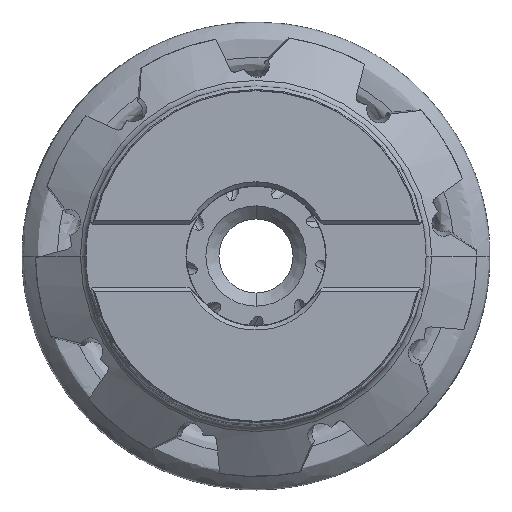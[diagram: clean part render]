
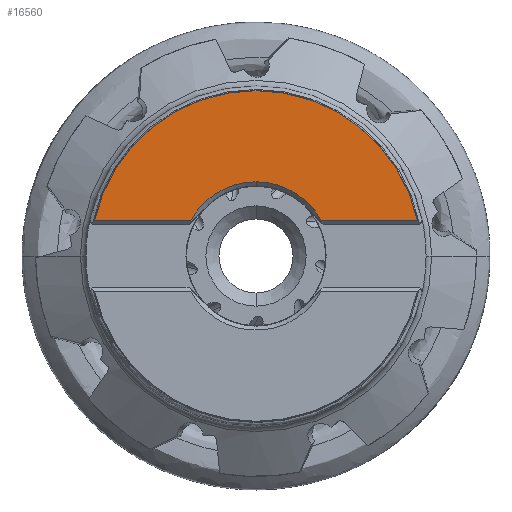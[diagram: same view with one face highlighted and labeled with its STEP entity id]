
A CAD part, left-side view. The second image highlights one B-rep face of the part: STEP entity #16560.
In plain terms, the highlighted planar face has unit normal (-1, 0, 0).
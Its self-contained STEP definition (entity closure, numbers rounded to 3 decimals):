
#668 = DIRECTION ( 'NONE',  ( 0., -1., 0. ) ) ;
#1023 = DIRECTION ( 'NONE',  ( 0., -1., 0. ) ) ;
#2411 = CARTESIAN_POINT ( 'NONE',  ( -49.1, 0., 0. ) ) ;
#2452 = DIRECTION ( 'NONE',  ( 1., 0., 0. ) ) ;
#2528 = CIRCLE ( 'NONE', #10397, 37.922 ) ;
#2537 = EDGE_LOOP ( 'NONE', ( #16718, #15154, #14305, #8070, #7934 ) ) ;
#2991 = AXIS2_PLACEMENT_3D ( 'NONE', #17020, #8877, #668 ) ;
#3588 = LINE ( 'NONE', #4683, #14383 ) ;
#4310 = CARTESIAN_POINT ( 'NONE',  ( -49.1, 0., 0. ) ) ;
#4683 = CARTESIAN_POINT ( 'NONE',  ( -49.1, -55., 8.15 ) ) ;
#4809 = VERTEX_POINT ( 'NONE', #16449 ) ;
#5182 = PLANE ( 'NONE',  #15414 ) ;
#5308 = FACE_OUTER_BOUND ( 'NONE', #2537, .T. ) ;
#5516 = VERTEX_POINT ( 'NONE', #5958 ) ;
#5680 = DIRECTION ( 'NONE',  ( 0., -1., 0. ) ) ;
#5958 = CARTESIAN_POINT ( 'NONE',  ( -49.1, -37.036, 8.15 ) ) ;
#6230 = EDGE_CURVE ( 'NONE', #4809, #16068, #15795, .T. ) ;
#6534 = DIRECTION ( 'NONE',  ( 0., -1., 0. ) ) ;
#6781 = VERTEX_POINT ( 'NONE', #13523 ) ;
#7438 = VERTEX_POINT ( 'NONE', #11263 ) ;
#7603 = EDGE_CURVE ( 'NONE', #7438, #6781, #10019, .T. ) ;
#7934 = ORIENTED_EDGE ( 'NONE', *, *, #6230, .T. ) ;
#8070 = ORIENTED_EDGE ( 'NONE', *, *, #8683, .T. ) ;
#8670 = AXIS2_PLACEMENT_3D ( 'NONE', #10586, #2452, #11940 ) ;
#8683 = EDGE_CURVE ( 'NONE', #6781, #4809, #11902, .T. ) ;
#8877 = DIRECTION ( 'NONE',  ( 1., 0., 0. ) ) ;
#10019 = LINE ( 'NONE', #11877, #13604 ) ;
#10397 = AXIS2_PLACEMENT_3D ( 'NONE', #4310, #13751, #5680 ) ;
#10586 = CARTESIAN_POINT ( 'NONE',  ( -49.1, 0., 0. ) ) ;
#10655 = EDGE_CURVE ( 'NONE', #7438, #5516, #2528, .T. ) ;
#11263 = CARTESIAN_POINT ( 'NONE',  ( -49.1, 37.036, 8.15 ) ) ;
#11783 = CARTESIAN_POINT ( 'NONE',  ( -49.1, -14.948, 8.15 ) ) ;
#11877 = CARTESIAN_POINT ( 'NONE',  ( -49.1, -55., 8.15 ) ) ;
#11902 = CIRCLE ( 'NONE', #2991, 17.025 ) ;
#11940 = DIRECTION ( 'NONE',  ( 0., -1., 0. ) ) ;
#11943 = EDGE_CURVE ( 'NONE', #16068, #5516, #3588, .T. ) ;
#13523 = CARTESIAN_POINT ( 'NONE',  ( -49.1, 14.948, 8.15 ) ) ;
#13604 = VECTOR ( 'NONE', #1023, 1000. ) ;
#13751 = DIRECTION ( 'NONE',  ( 1., 0., 0. ) ) ;
#14305 = ORIENTED_EDGE ( 'NONE', *, *, #7603, .T. ) ;
#14383 = VECTOR ( 'NONE', #16873, 1000. ) ;
#14636 = DIRECTION ( 'NONE',  ( -1., 0., 0. ) ) ;
#15154 = ORIENTED_EDGE ( 'NONE', *, *, #10655, .F. ) ;
#15414 = AXIS2_PLACEMENT_3D ( 'NONE', #2411, #14636, #6534 ) ;
#15795 = CIRCLE ( 'NONE', #8670, 17.025 ) ;
#16068 = VERTEX_POINT ( 'NONE', #11783 ) ;
#16449 = CARTESIAN_POINT ( 'NONE',  ( -49.1, 0., 17.025 ) ) ;
#16560 = ADVANCED_FACE ( 'NONE', ( #5308 ), #5182, .T. ) ;
#16718 = ORIENTED_EDGE ( 'NONE', *, *, #11943, .T. ) ;
#16873 = DIRECTION ( 'NONE',  ( 0., -1., 0. ) ) ;
#17020 = CARTESIAN_POINT ( 'NONE',  ( -49.1, 0., 0. ) ) ;
